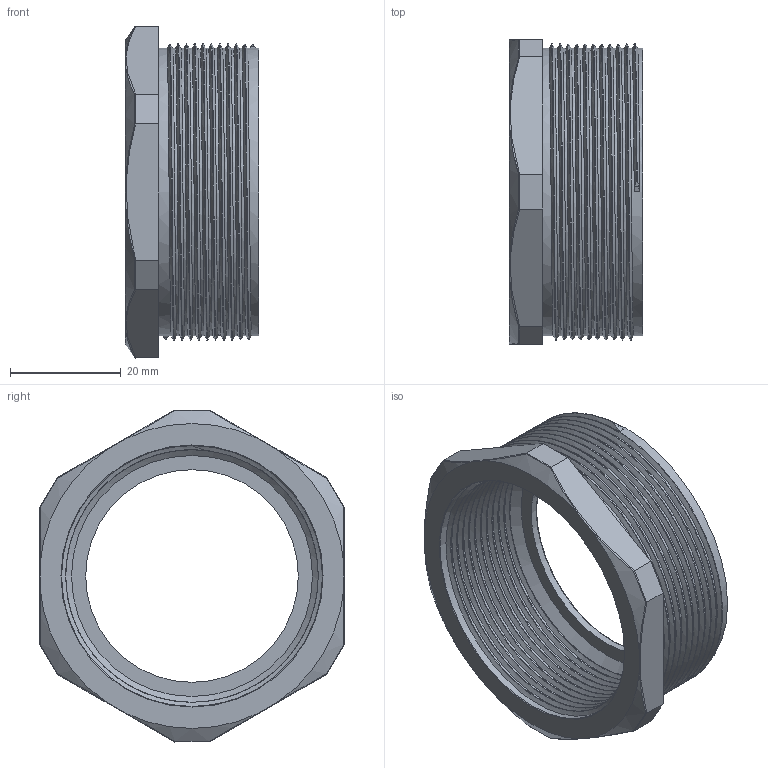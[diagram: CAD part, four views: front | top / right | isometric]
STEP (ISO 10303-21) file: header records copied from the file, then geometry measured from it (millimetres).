
FILE_DESCRIPTION(/* description */ ('Reduzierung sechskant PG 42/ PG 36 Bauform A'),/* implementation_level */ '2;1');
FILE_NAME(/* name */ '11084236-RST.stp',/* time_stamp */ '2020-04-29T11:12:47+02:00',/* author */ ('sl'),/* organization */ (''),/* preprocessor_version */ 'ST-DEVELOPER v16.5',/* originating_system */ 'Autodesk Inventor 2017',/* authorisation */ '');
FILE_SCHEMA (('AUTOMOTIVE_DESIGN { 1 0 10303 214 3 1 1 }'));
Length unit declared in the file: millimetre
Products named in the file (1): 11084236
Bounding box: 24 x 55 x 59.91 mm (x, y, z)
Volume: 13947 mm3; surface area: 13050.3 mm2
Topology: 1 solids, 1 shells, 75 faces, 207 edges, 137 vertices
Faces by surface type: cylinder 29, plane 20, bspline 16, cone 8, torus 2
Full cylindrical faces by diameter (mm): 38.38 x1, 47.102 x10, 48.13 x1, 51.918 x11
Entity records: 6042 total; most frequent: CARTESIAN_POINT 4798, ORIENTED_EDGE 268, DIRECTION 211, EDGE_CURVE 134, VERTEX_POINT 93, AXIS2_PLACEMENT_3D 89, EDGE_LOOP 69, FACE_OUTER_BOUND 55
